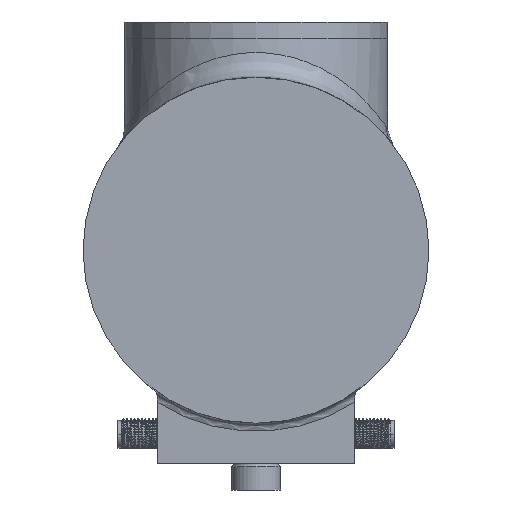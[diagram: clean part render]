
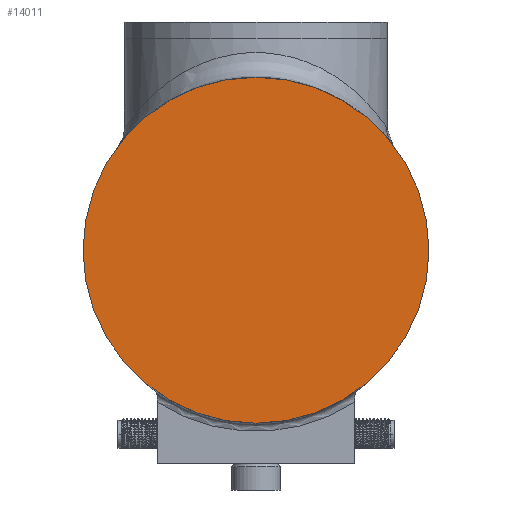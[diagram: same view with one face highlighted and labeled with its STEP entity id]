
A CAD part, front view. The second image highlights one B-rep face of the part: STEP entity #14011.
In plain terms, the highlighted planar face has unit normal (0, -1, 0).
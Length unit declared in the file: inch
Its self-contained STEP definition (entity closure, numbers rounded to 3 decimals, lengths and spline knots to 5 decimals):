
#367 = AXIS2_PLACEMENT_3D ( 'NONE', #9309, #20981, #6547 ) ;
#1278 = CIRCLE ( 'NONE', #24818, 1.31496 ) ;
#3334 = ORIENTED_EDGE ( 'NONE', *, *, #12852, .F. ) ;
#5416 = DIRECTION ( 'NONE',  ( 0., 0., 1. ) ) ;
#6547 = DIRECTION ( 'NONE',  ( 0., 0., 1. ) ) ;
#6687 = CIRCLE ( 'NONE', #23352, 1.31496 ) ;
#9309 = CARTESIAN_POINT ( 'NONE',  ( 0., 0., 0. ) ) ;
#12563 = EDGE_CURVE ( 'NONE', #20149, #29587, #6687, .T. ) ;
#12852 = EDGE_CURVE ( 'NONE', #29587, #20149, #1278, .T. ) ;
#14011 = ADVANCED_FACE ( 'NONE', ( #25450 ), #30345, .F. ) ;
#14079 = ORIENTED_EDGE ( 'NONE', *, *, #12563, .F. ) ;
#16532 = EDGE_LOOP ( 'NONE', ( #3334, #14079 ) ) ;
#18657 = DIRECTION ( 'NONE',  ( 0., 0., 1. ) ) ;
#20149 = VERTEX_POINT ( 'NONE', #26552 ) ;
#20981 = DIRECTION ( 'NONE',  ( 0., 1., 0. ) ) ;
#21853 = DIRECTION ( 'NONE',  ( 0., 1., 0. ) ) ;
#22975 = DIRECTION ( 'NONE',  ( 0., 1., 0. ) ) ;
#23275 = CARTESIAN_POINT ( 'NONE',  ( 0., 0., 0. ) ) ;
#23352 = AXIS2_PLACEMENT_3D ( 'NONE', #29515, #21853, #5416 ) ;
#24818 = AXIS2_PLACEMENT_3D ( 'NONE', #23275, #22975, #18657 ) ;
#25450 = FACE_OUTER_BOUND ( 'NONE', #16532, .T. ) ;
#26081 = CARTESIAN_POINT ( 'NONE',  ( 0., 0., -1.31496 ) ) ;
#26552 = CARTESIAN_POINT ( 'NONE',  ( 0., 0., 1.31496 ) ) ;
#29515 = CARTESIAN_POINT ( 'NONE',  ( 0., 0., 0. ) ) ;
#29587 = VERTEX_POINT ( 'NONE', #26081 ) ;
#30345 = PLANE ( 'NONE',  #367 ) ;
